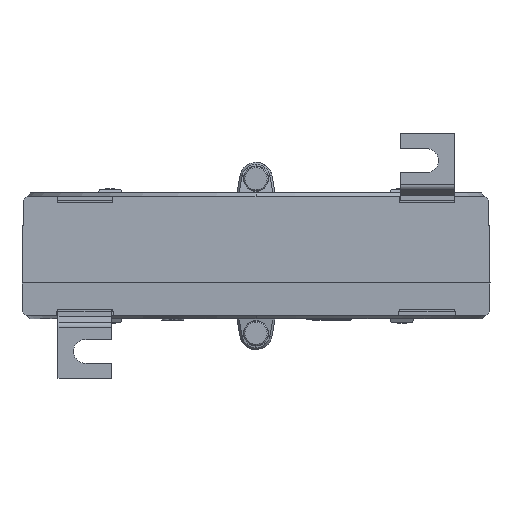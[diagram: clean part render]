
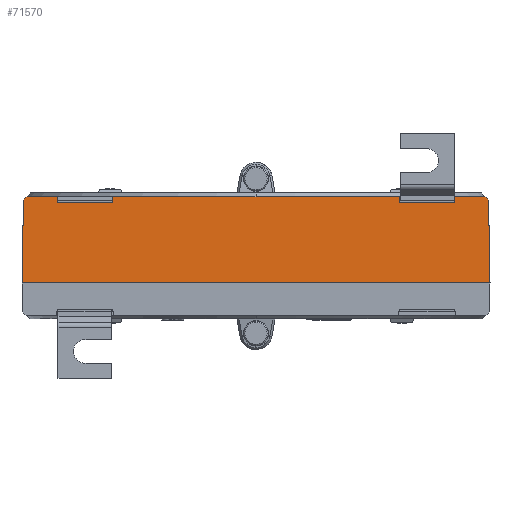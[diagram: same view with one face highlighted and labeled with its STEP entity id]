
A CAD part, front view. The second image highlights one B-rep face of the part: STEP entity #71570.
In plain terms, the highlighted planar face has unit normal (0, -1, 0.018).
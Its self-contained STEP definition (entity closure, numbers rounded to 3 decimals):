
#345 = CARTESIAN_POINT ( 'NONE',  ( -63.573, -65.581, 24. ) ) ;
#743 = EDGE_CURVE ( 'NONE', #32442, #7151, #32484, .T. ) ;
#1221 = CARTESIAN_POINT ( 'NONE',  ( -42.677, -65.229, 44.18 ) ) ;
#1833 = CARTESIAN_POINT ( 'NONE',  ( 0., -66., 0. ) ) ;
#2424 = DIRECTION ( 'NONE',  ( 0.017, -0.017, -1. ) ) ;
#4965 = VECTOR ( 'NONE', #65416, 1000. ) ;
#5053 = ORIENTED_EDGE ( 'NONE', *, *, #81419, .T. ) ;
#5376 = VERTEX_POINT ( 'NONE', #81896 ) ;
#5458 = LINE ( 'NONE', #48836, #40067 ) ;
#6800 = EDGE_CURVE ( 'NONE', #23986, #64786, #6806, .T. ) ;
#6806 = LINE ( 'NONE', #9375, #61910 ) ;
#7151 = VERTEX_POINT ( 'NONE', #41940 ) ;
#8397 = CARTESIAN_POINT ( 'NONE',  ( -64.98, -65.98, 1.151 ) ) ;
#9375 = CARTESIAN_POINT ( 'NONE',  ( 64.98, -65.98, 1.134 ) ) ;
#10036 = EDGE_CURVE ( 'NONE', #51276, #57714, #48178, .T. ) ;
#11314 = VERTEX_POINT ( 'NONE', #57965 ) ;
#11914 = VECTOR ( 'NONE', #61190, 1000. ) ;
#12566 = VECTOR ( 'NONE', #37834, 1000. ) ;
#15330 = DIRECTION ( 'NONE',  ( -0.017, -0.017, -1. ) ) ;
#15403 = EDGE_CURVE ( 'NONE', #25502, #74722, #54052, .T. ) ;
#15663 = DIRECTION ( 'NONE',  ( 1., 0., 0. ) ) ;
#16116 = LINE ( 'NONE', #1221, #55025 ) ;
#16250 = CARTESIAN_POINT ( 'NONE',  ( 65., -66., 0. ) ) ;
#17850 = DIRECTION ( 'NONE',  ( 1., 0., 0. ) ) ;
#18107 = ORIENTED_EDGE ( 'NONE', *, *, #6800, .F. ) ;
#18478 = EDGE_CURVE ( 'NONE', #28565, #11314, #44514, .T. ) ;
#18762 = CARTESIAN_POINT ( 'NONE',  ( 39.924, -65.824, 10.076 ) ) ;
#19644 = ORIENTED_EDGE ( 'NONE', *, *, #743, .F. ) ;
#19695 = EDGE_LOOP ( 'NONE', ( #18107, #89120, #19644, #5053, #68663, #30433, #75903, #26908, #38411, #89437, #73847, #74501, #39474, #66647 ) ) ;
#22021 = VECTOR ( 'NONE', #15330, 1000. ) ;
#23986 = VERTEX_POINT ( 'NONE', #30930 ) ;
#24175 = CARTESIAN_POINT ( 'NONE',  ( 42.677, -65.229, 44.18 ) ) ;
#24215 = CARTESIAN_POINT ( 'NONE',  ( -64.598, -65.598, 23.01 ) ) ;
#24261 = LINE ( 'NONE', #18762, #56645 ) ;
#25502 = VERTEX_POINT ( 'NONE', #345 ) ;
#26092 = VECTOR ( 'NONE', #84883, 1000. ) ;
#26908 = ORIENTED_EDGE ( 'NONE', *, *, #69940, .T. ) ;
#27871 = VERTEX_POINT ( 'NONE', #24215 ) ;
#28565 = VERTEX_POINT ( 'NONE', #55131 ) ;
#29838 = VERTEX_POINT ( 'NONE', #65928 ) ;
#30433 = ORIENTED_EDGE ( 'NONE', *, *, #52872, .T. ) ;
#30744 = CARTESIAN_POINT ( 'NONE',  ( 0., -66., 0. ) ) ;
#30877 = CARTESIAN_POINT ( 'NONE',  ( 55.076, -65.824, 10.076 ) ) ;
#30930 = CARTESIAN_POINT ( 'NONE',  ( 64.598, -65.598, 23.01 ) ) ;
#31478 = CARTESIAN_POINT ( 'NONE',  ( 64.616, -65.581, 24. ) ) ;
#32442 = VERTEX_POINT ( 'NONE', #39241 ) ;
#32484 = LINE ( 'NONE', #86016, #11914 ) ;
#36100 = FACE_OUTER_BOUND ( 'NONE', #19695, .T. ) ;
#37062 = EDGE_CURVE ( 'NONE', #51276, #74722, #5458, .T. ) ;
#37700 = DIRECTION ( 'NONE',  ( 0., -1., 0.017 ) ) ;
#37834 = DIRECTION ( 'NONE',  ( -0.009, -0.017, -1. ) ) ;
#38411 = ORIENTED_EDGE ( 'NONE', *, *, #10036, .F. ) ;
#38626 = DIRECTION ( 'NONE',  ( 1., 0., 0. ) ) ;
#39170 = EDGE_CURVE ( 'NONE', #25502, #27871, #16116, .T. ) ;
#39241 = CARTESIAN_POINT ( 'NONE',  ( 55.197, -65.581, 24. ) ) ;
#39474 = ORIENTED_EDGE ( 'NONE', *, *, #71393, .T. ) ;
#40067 = VECTOR ( 'NONE', #42196, 1000. ) ;
#41741 = LINE ( 'NONE', #44942, #4965 ) ;
#41940 = CARTESIAN_POINT ( 'NONE',  ( 63.573, -65.581, 24. ) ) ;
#42196 = DIRECTION ( 'NONE',  ( -0.009, 0.017, 1. ) ) ;
#43076 = CARTESIAN_POINT ( 'NONE',  ( -55.182, -65.611, 22.3 ) ) ;
#43569 = CARTESIAN_POINT ( 'NONE',  ( 0., -65.611, 22.3 ) ) ;
#44514 = LINE ( 'NONE', #43569, #26092 ) ;
#44942 = CARTESIAN_POINT ( 'NONE',  ( -39.924, -65.824, 10.076 ) ) ;
#46020 = VECTOR ( 'NONE', #38626, 1000. ) ;
#47079 = EDGE_CURVE ( 'NONE', #23986, #7151, #56160, .T. ) ;
#47246 = VECTOR ( 'NONE', #17850, 1000. ) ;
#47490 = LINE ( 'NONE', #1833, #67989 ) ;
#47673 = VERTEX_POINT ( 'NONE', #59644 ) ;
#48178 = LINE ( 'NONE', #79639, #46020 ) ;
#48836 = CARTESIAN_POINT ( 'NONE',  ( -55.076, -65.824, 10.076 ) ) ;
#49581 = DIRECTION ( 'NONE',  ( -0.719, -0.012, -0.695 ) ) ;
#50185 = DIRECTION ( 'NONE',  ( -1., 0., 0. ) ) ;
#51276 = VERTEX_POINT ( 'NONE', #43076 ) ;
#52612 = DIRECTION ( 'NONE',  ( -0.009, 0.017, 1. ) ) ;
#52872 = EDGE_CURVE ( 'NONE', #11314, #5376, #24261, .T. ) ;
#54052 = LINE ( 'NONE', #57010, #58354 ) ;
#55025 = VECTOR ( 'NONE', #49581, 1000. ) ;
#55131 = CARTESIAN_POINT ( 'NONE',  ( 55.182, -65.611, 22.3 ) ) ;
#56160 = LINE ( 'NONE', #24175, #74561 ) ;
#56645 = VECTOR ( 'NONE', #52612, 1000. ) ;
#57010 = CARTESIAN_POINT ( 'NONE',  ( 64.616, -65.581, 24. ) ) ;
#57714 = VERTEX_POINT ( 'NONE', #74350 ) ;
#57965 = CARTESIAN_POINT ( 'NONE',  ( 39.818, -65.611, 22.3 ) ) ;
#58354 = VECTOR ( 'NONE', #15663, 1000. ) ;
#59644 = CARTESIAN_POINT ( 'NONE',  ( -39.803, -65.581, 24. ) ) ;
#61190 = DIRECTION ( 'NONE',  ( 1., 0., 0. ) ) ;
#61910 = VECTOR ( 'NONE', #2424, 1000. ) ;
#62086 = CARTESIAN_POINT ( 'NONE',  ( -55.197, -65.581, 24. ) ) ;
#64786 = VERTEX_POINT ( 'NONE', #16250 ) ;
#65416 = DIRECTION ( 'NONE',  ( -0.009, -0.017, -1. ) ) ;
#65504 = LINE ( 'NONE', #30877, #12566 ) ;
#65580 = LINE ( 'NONE', #31478, #47246 ) ;
#65928 = CARTESIAN_POINT ( 'NONE',  ( -65., -66., 0. ) ) ;
#66647 = ORIENTED_EDGE ( 'NONE', *, *, #77713, .F. ) ;
#67989 = VECTOR ( 'NONE', #50185, 1000. ) ;
#68663 = ORIENTED_EDGE ( 'NONE', *, *, #18478, .T. ) ;
#69940 = EDGE_CURVE ( 'NONE', #47673, #57714, #41741, .T. ) ;
#71393 = EDGE_CURVE ( 'NONE', #27871, #29838, #77144, .T. ) ;
#71570 = ADVANCED_FACE ( 'NONE', ( #36100 ), #72086, .T. ) ;
#72086 = PLANE ( 'NONE',  #88831 ) ;
#73847 = ORIENTED_EDGE ( 'NONE', *, *, #15403, .F. ) ;
#74350 = CARTESIAN_POINT ( 'NONE',  ( -39.818, -65.611, 22.3 ) ) ;
#74501 = ORIENTED_EDGE ( 'NONE', *, *, #39170, .T. ) ;
#74561 = VECTOR ( 'NONE', #79413, 1000. ) ;
#74722 = VERTEX_POINT ( 'NONE', #62086 ) ;
#75903 = ORIENTED_EDGE ( 'NONE', *, *, #88980, .F. ) ;
#77144 = LINE ( 'NONE', #8397, #22021 ) ;
#77713 = EDGE_CURVE ( 'NONE', #64786, #29838, #47490, .T. ) ;
#79413 = DIRECTION ( 'NONE',  ( -0.719, 0.012, 0.695 ) ) ;
#79639 = CARTESIAN_POINT ( 'NONE',  ( 0., -65.611, 22.3 ) ) ;
#81419 = EDGE_CURVE ( 'NONE', #32442, #28565, #65504, .T. ) ;
#81896 = CARTESIAN_POINT ( 'NONE',  ( 39.803, -65.581, 24. ) ) ;
#84883 = DIRECTION ( 'NONE',  ( -1., 0., 0. ) ) ;
#85978 = DIRECTION ( 'NONE',  ( 0., -0.017, -1. ) ) ;
#86016 = CARTESIAN_POINT ( 'NONE',  ( 64.616, -65.581, 24. ) ) ;
#88831 = AXIS2_PLACEMENT_3D ( 'NONE', #30744, #37700, #85978 ) ;
#88980 = EDGE_CURVE ( 'NONE', #47673, #5376, #65580, .T. ) ;
#89120 = ORIENTED_EDGE ( 'NONE', *, *, #47079, .T. ) ;
#89437 = ORIENTED_EDGE ( 'NONE', *, *, #37062, .T. ) ;
